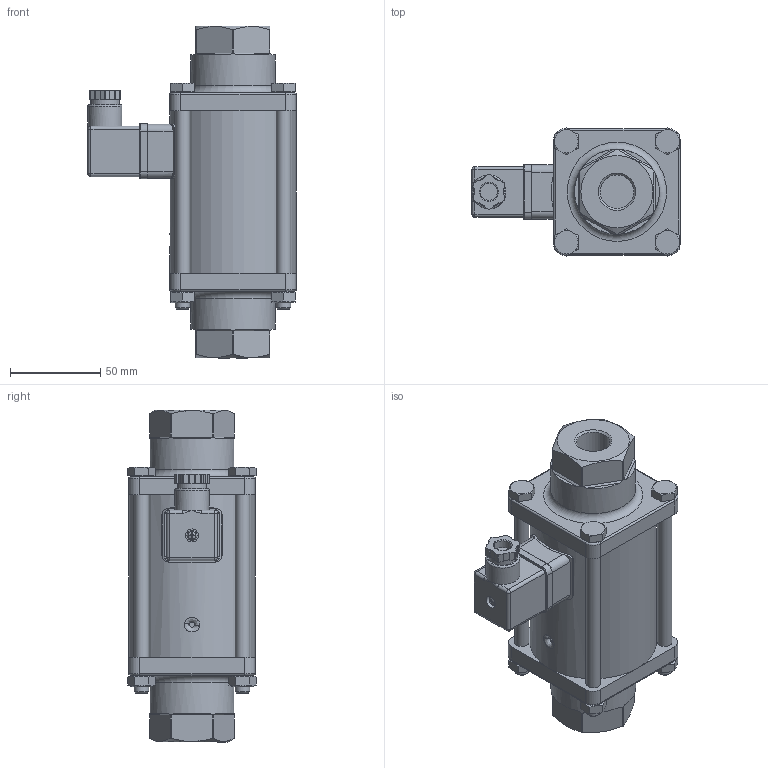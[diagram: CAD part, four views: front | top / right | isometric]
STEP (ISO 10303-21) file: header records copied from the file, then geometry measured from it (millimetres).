
FILE_DESCRIPTION(/* description */ (''),/* implementation_level */ '2;1');
FILE_NAME(/* name */ 'Typ 270 NC DN15 M0 G12.stp',/* time_stamp */ '2023-04-28T08:26:48+02:00',/* author */ ('SCanivar'),/* organization */ (''),/* preprocessor_version */ 'ST-DEVELOPER v18.1',/* originating_system */ 'Autodesk Inventor 2021',/* authorisation */ '');
FILE_SCHEMA (('AUTOMOTIVE_DESIGN { 1 0 10303 214 3 1 1 }'));
Length unit declared in the file: millimetre
Products named in the file (1): STEP-Modelle_Shrinkwrap_1
Bounding box: 115.4 x 71.01 x 184 mm (x, y, z)
Volume: 623352 mm3; surface area: 67051.9 mm2
Topology: 1 solids, 1 shells, 369 faces, 916 edges, 572 vertices
Faces by surface type: plane 198, cylinder 79, cone 54, torus 25, bspline 8, sphere 5
Full cylindrical faces by diameter (mm): 3 x1, 4.459 x2, 7.2 x1, 8 x8, 9.5 x1, 11.6 x4, 16 x1, 18.631 x2, 18.9 x1, 47 x2, 70 x1
Entity records: 12412 total; most frequent: CARTESIAN_POINT 3386, ORIENTED_EDGE 1818, DIRECTION 1806, EDGE_CURVE 909, AXIS2_PLACEMENT_3D 693, VERTEX_POINT 572, LINE 420, VECTOR 420
